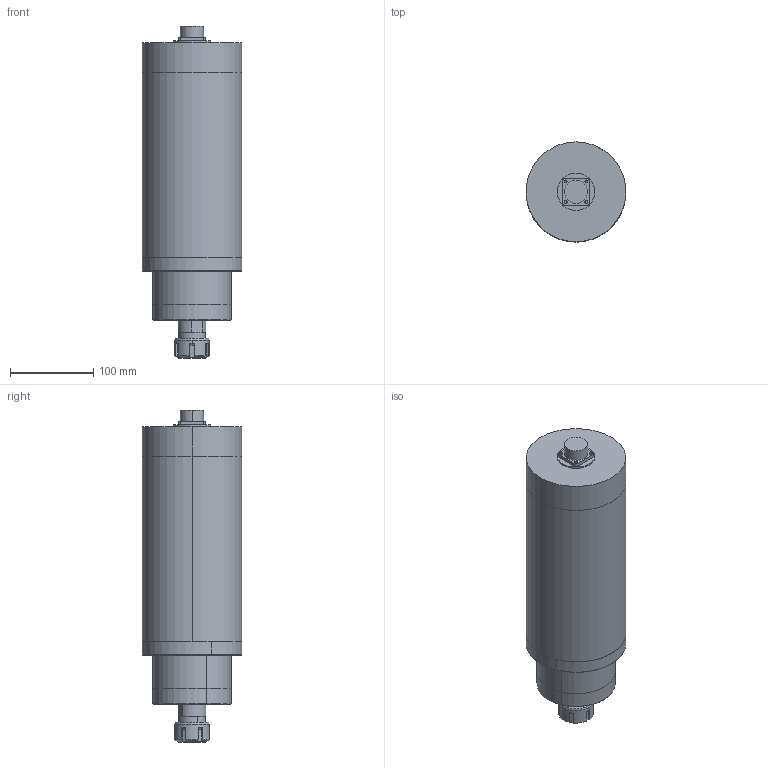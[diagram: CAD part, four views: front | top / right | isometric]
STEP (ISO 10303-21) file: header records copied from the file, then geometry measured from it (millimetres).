
FILE_DESCRIPTION (( 'STEP AP214' ), '1' );
FILE_NAME ('GDK120-9-18Z-4.0-8.STEP', '2021-04-26T01:09:18', ( '萇齟' ), ( '' ), 'SwSTEP 2.0', 'SolidWorks 2018', '' );
FILE_SCHEMA (( 'AUTOMOTIVE_DESIGN' ));
Length unit declared in the file: millimetre
Products named in the file (9): GDK120-9-18Z-4.0-8.0-6儂褲223; GDK120-9-18Z-4.0-8.0-6粣創釱; GDK120-9-18Z-4.0-8.0-6滅鳥欶; GDK120-9-18Z-4.0-8.0-6粣芛; GDK120-9-18Z-4.0-8.0-6堤盄釱; GDK120-9-18Z-4.0-8; 堤盄釱脣芛32x32; ER25蹟簽; ER25-6 粟俶芠標
Assembly tree (8 placements, depth 2):
  GDK120-9-18Z-4.0-8
    GDK120-9-18Z-4.0-8.0-6儂褲223
    GDK120-9-18Z-4.0-8.0-6堤盄釱
    GDK120-9-18Z-4.0-8.0-6粣創釱
    GDK120-9-18Z-4.0-8.0-6滅鳥欶
    GDK120-9-18Z-4.0-8.0-6粣芛
    ER25-6 粟俶芠標
    ER25蹟簽
    堤盄釱脣芛32x32
Bounding box: 120 x 120 x 399 mm (x, y, z)
Volume: 3567266.7 mm3; surface area: 224808.9 mm2
Topology: 8 solids, 8 shells, 122 faces, 279 edges, 182 vertices
Faces by surface type: cylinder 53, plane 53, cone 16
Entity records: 3973 total; most frequent: CARTESIAN_POINT 694, DIRECTION 653, ORIENTED_EDGE 558, EDGE_CURVE 279, AXIS2_PLACEMENT_3D 269, VERTEX_POINT 182, EDGE_LOOP 145, CIRCLE 136
